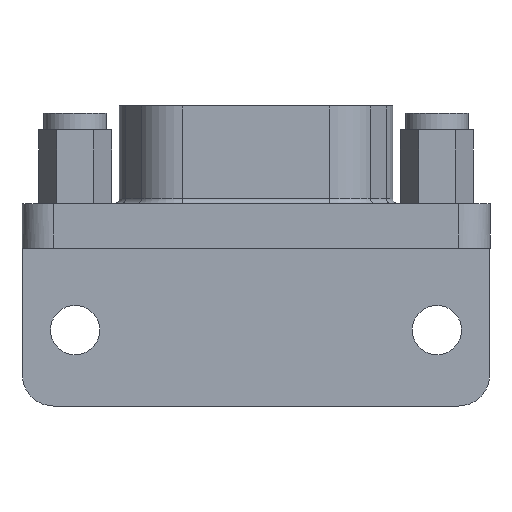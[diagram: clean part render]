
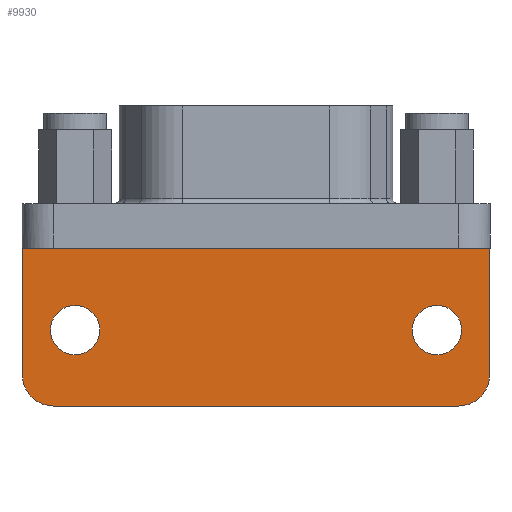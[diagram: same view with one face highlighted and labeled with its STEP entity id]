
A CAD part, front view. The second image highlights one B-rep face of the part: STEP entity #9930.
In plain terms, the highlighted planar face has unit normal (0, -1, 0).
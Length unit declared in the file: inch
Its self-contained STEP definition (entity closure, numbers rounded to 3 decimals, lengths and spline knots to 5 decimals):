
#112=DIRECTION('',(1.,0.,0.));
#113=VECTOR('',#112,0.05364);
#114=CARTESIAN_POINT('',(0.40836,-0.1485,-0.052));
#115=LINE('',#114,#113);
#116=DIRECTION('',(0.,0.,-1.));
#117=VECTOR('',#116,0.25);
#118=CARTESIAN_POINT('',(0.462,-0.1485,-0.052));
#119=LINE('',#118,#117);
#120=CARTESIAN_POINT('',(0.4,-0.1485,-0.302));
#121=DIRECTION('',(0.,1.,0.));
#122=DIRECTION('',(1.,0.,0.));
#123=AXIS2_PLACEMENT_3D('',#120,#121,#122);
#125=DIRECTION('',(-1.,0.,0.));
#126=VECTOR('',#125,0.8);
#127=CARTESIAN_POINT('',(0.4,-0.1485,-0.364));
#128=LINE('',#127,#126);
#129=CARTESIAN_POINT('',(-0.4,-0.1485,-0.302));
#130=DIRECTION('',(0.,1.,0.));
#131=DIRECTION('',(0.,0.,-1.));
#132=AXIS2_PLACEMENT_3D('',#129,#130,#131);
#134=DIRECTION('',(0.,0.,1.));
#135=VECTOR('',#134,0.25);
#136=CARTESIAN_POINT('',(-0.462,-0.1485,-0.302));
#137=LINE('',#136,#135);
#138=DIRECTION('',(1.,0.,0.));
#139=VECTOR('',#138,0.05364);
#140=CARTESIAN_POINT('',(-0.462,-0.1485,-0.052));
#141=LINE('',#140,#139);
#142=CARTESIAN_POINT('',(-0.3575,-0.1485,-0.214));
#143=DIRECTION('',(0.,-1.,0.));
#144=DIRECTION('',(1.,0.,0.));
#145=AXIS2_PLACEMENT_3D('',#142,#143,#144);
#147=CARTESIAN_POINT('',(-0.3575,-0.1485,-0.214));
#148=DIRECTION('',(0.,-1.,0.));
#149=DIRECTION('',(-1.,0.,0.));
#150=AXIS2_PLACEMENT_3D('',#147,#148,#149);
#152=CARTESIAN_POINT('',(0.3575,-0.1485,-0.214));
#153=DIRECTION('',(0.,-1.,0.));
#154=DIRECTION('',(1.,0.,0.));
#155=AXIS2_PLACEMENT_3D('',#152,#153,#154);
#157=CARTESIAN_POINT('',(0.3575,-0.1485,-0.214));
#158=DIRECTION('',(0.,-1.,0.));
#159=DIRECTION('',(-1.,0.,0.));
#160=AXIS2_PLACEMENT_3D('',#157,#158,#159);
#171=DIRECTION('',(-1.,0.,0.));
#172=VECTOR('',#171,0.81672);
#173=CARTESIAN_POINT('',(0.40836,-0.1485,-0.052));
#174=LINE('',#173,#172);
#9458=CARTESIAN_POINT('',(0.4,-0.1485,-0.364));
#9459=CARTESIAN_POINT('',(-0.4,-0.1485,-0.364));
#9460=VERTEX_POINT('',#9458);
#9461=VERTEX_POINT('',#9459);
#9462=CARTESIAN_POINT('',(-0.462,-0.1485,-0.302));
#9463=CARTESIAN_POINT('',(-0.462,-0.1485,-0.052));
#9464=VERTEX_POINT('',#9462);
#9465=VERTEX_POINT('',#9463);
#9618=CARTESIAN_POINT('',(0.462,-0.1485,-0.052));
#9619=CARTESIAN_POINT('',(0.462,-0.1485,-0.302));
#9620=VERTEX_POINT('',#9618);
#9621=VERTEX_POINT('',#9619);
#9626=CARTESIAN_POINT('',(-0.30875,-0.1485,-0.214));
#9627=CARTESIAN_POINT('',(-0.40625,-0.1485,-0.214));
#9628=VERTEX_POINT('',#9626);
#9629=VERTEX_POINT('',#9627);
#9634=CARTESIAN_POINT('',(0.40625,-0.1485,-0.214));
#9635=CARTESIAN_POINT('',(0.30875,-0.1485,-0.214));
#9636=VERTEX_POINT('',#9634);
#9637=VERTEX_POINT('',#9635);
#9642=CARTESIAN_POINT('',(0.40836,-0.1485,-0.052));
#9643=CARTESIAN_POINT('',(-0.40836,-0.1485,-0.052));
#9644=VERTEX_POINT('',#9642);
#9645=VERTEX_POINT('',#9643);
#9896=CARTESIAN_POINT('',(0.,-0.1485,0.036));
#9897=DIRECTION('',(0.,1.,0.));
#9898=DIRECTION('',(-1.,0.,0.));
#9899=AXIS2_PLACEMENT_3D('',#9896,#9897,#9898);
#9900=PLANE('',#9899);
#9902=ORIENTED_EDGE('',*,*,#9901,.T.);
#9904=ORIENTED_EDGE('',*,*,#9903,.T.);
#9906=ORIENTED_EDGE('',*,*,#9905,.T.);
#9908=ORIENTED_EDGE('',*,*,#9907,.T.);
#9910=ORIENTED_EDGE('',*,*,#9909,.T.);
#9912=ORIENTED_EDGE('',*,*,#9911,.T.);
#9913=ORIENTED_EDGE('',*,*,#9889,.T.);
#9915=ORIENTED_EDGE('',*,*,#9914,.F.);
#9916=EDGE_LOOP('',(#9902,#9904,#9906,#9908,#9910,#9912,#9913,#9915));
#9917=FACE_OUTER_BOUND('',#9916,.F.);
#9919=ORIENTED_EDGE('',*,*,#9918,.T.);
#9921=ORIENTED_EDGE('',*,*,#9920,.T.);
#9922=EDGE_LOOP('',(#9919,#9921));
#9923=FACE_BOUND('',#9922,.F.);
#9925=ORIENTED_EDGE('',*,*,#9924,.T.);
#9927=ORIENTED_EDGE('',*,*,#9926,.T.);
#9928=EDGE_LOOP('',(#9925,#9927));
#9929=FACE_BOUND('',#9928,.F.);
#9930=ADVANCED_FACE('',(#9917,#9923,#9929),#9900,.F.);
#124=CIRCLE('',#123,0.062);
#133=CIRCLE('',#132,0.062);
#146=CIRCLE('',#145,0.04875);
#151=CIRCLE('',#150,0.04875);
#156=CIRCLE('',#155,0.04875);
#161=CIRCLE('',#160,0.04875);
#9889=EDGE_CURVE('',#9465,#9645,#141,.T.);
#9901=EDGE_CURVE('',#9644,#9620,#115,.T.);
#9903=EDGE_CURVE('',#9620,#9621,#119,.T.);
#9905=EDGE_CURVE('',#9621,#9460,#124,.T.);
#9907=EDGE_CURVE('',#9460,#9461,#128,.T.);
#9909=EDGE_CURVE('',#9461,#9464,#133,.T.);
#9911=EDGE_CURVE('',#9464,#9465,#137,.T.);
#9914=EDGE_CURVE('',#9644,#9645,#174,.T.);
#9918=EDGE_CURVE('',#9628,#9629,#146,.T.);
#9920=EDGE_CURVE('',#9629,#9628,#151,.T.);
#9924=EDGE_CURVE('',#9636,#9637,#156,.T.);
#9926=EDGE_CURVE('',#9637,#9636,#161,.T.);
